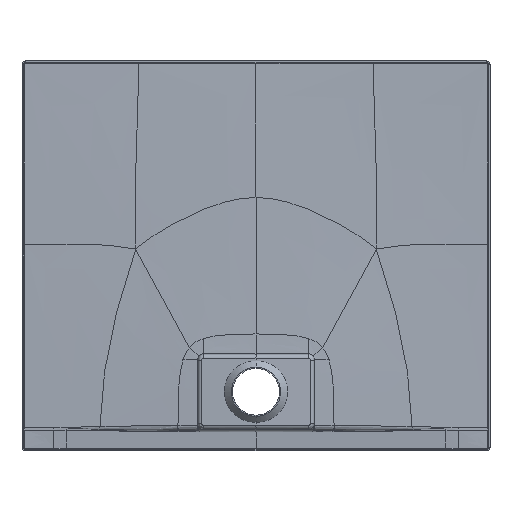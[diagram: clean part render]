
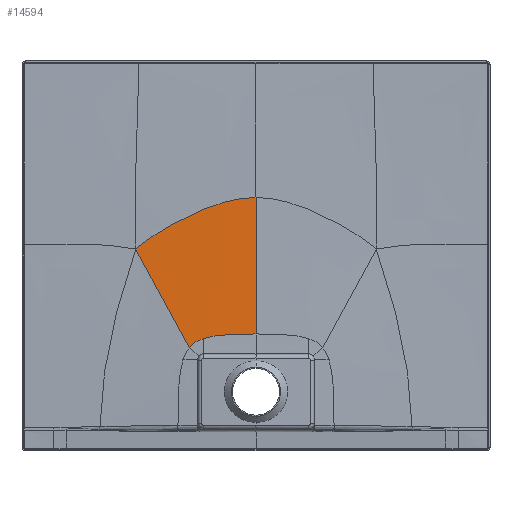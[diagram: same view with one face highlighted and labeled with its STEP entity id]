
A CAD part, front view. The second image highlights one B-rep face of the part: STEP entity #14594.
In plain terms, the highlighted free-form (B-spline) face has degree [3, 3] with [9, 8] control points.
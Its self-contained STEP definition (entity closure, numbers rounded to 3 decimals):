
#3740=DIRECTION('',(0.,0.023,1.));
#3741=VECTOR('',#3740,262.572);
#3742=CARTESIAN_POINT('',(0.,-15.299,225.07));
#3743=LINE('',#3742,#3741);
#3744=CARTESIAN_POINT('',(-101.03,-15.299,
216.298));
#3745=CARTESIAN_POINT('',(-95.735,-15.299,
218.104));
#3746=CARTESIAN_POINT('',(-80.508,-15.299,
221.854));
#3747=CARTESIAN_POINT('',(-49.086,-15.299,
224.723));
#3748=CARTESIAN_POINT('',(-17.759,-15.299,
225.07));
#3749=CARTESIAN_POINT('',(0.,-15.299,225.07));
#3751=CARTESIAN_POINT('',(-128.376,-15.297,
198.394));
#3752=CARTESIAN_POINT('',(-125.898,-15.297,
201.385));
#3753=CARTESIAN_POINT('',(-120.387,-15.298,
206.705));
#3754=CARTESIAN_POINT('',(-111.123,-15.298,
212.392));
#3755=CARTESIAN_POINT('',(-104.197,-15.298,
215.218));
#3756=CARTESIAN_POINT('',(-101.03,-15.299,
216.298));
#3758=CARTESIAN_POINT('',(0.,-9.149,
487.57));
#3759=CARTESIAN_POINT('',(-18.266,-9.149,
487.57));
#3760=CARTESIAN_POINT('',(-55.297,-9.061,
482.002));
#3761=CARTESIAN_POINT('',(-112.288,-8.774,
461.265));
#3762=CARTESIAN_POINT('',(-161.236,-8.492,
437.005));
#3763=CARTESIAN_POINT('',(-201.238,-8.206,
411.967));
#3764=CARTESIAN_POINT('',(-221.358,-8.023,
396.769));
#3765=CARTESIAN_POINT('',(-231.38,-7.919,
388.37));
#3948=CARTESIAN_POINT('',(-128.376,-15.297,
198.394));
#3949=CARTESIAN_POINT('',(-134.628,-14.785,
209.328));
#3950=CARTESIAN_POINT('',(-147.261,-13.739,
232.725));
#3951=CARTESIAN_POINT('',(-167.806,-12.01,
272.937));
#3952=CARTESIAN_POINT('',(-189.375,-10.351,
313.843));
#3953=CARTESIAN_POINT('',(-208.918,-9.124,
348.948));
#3954=CARTESIAN_POINT('',(-221.369,-8.429,
370.901));
#3955=CARTESIAN_POINT('',(-227.987,-8.087,
382.462));
#3956=CARTESIAN_POINT('',(-231.38,-7.919,
388.37));
#4528=VERTEX_POINT('',#3948);
#4529=VERTEX_POINT('',#3956);
#4542=VERTEX_POINT('',#3756);
#4674=CARTESIAN_POINT('',(0.,-15.299,225.07));
#4675=CARTESIAN_POINT('',(0.,-9.149,
487.57));
#4676=VERTEX_POINT('',#4674);
#4677=VERTEX_POINT('',#4675);
#14510=CARTESIAN_POINT('',(1.349,-15.362,
222.381));
#14511=CARTESIAN_POINT('',(-16.968,-15.362,
222.388));
#14512=CARTESIAN_POINT('',(-48.736,-15.362,
222.155));
#14513=CARTESIAN_POINT('',(-84.761,-15.361,
219.208));
#14514=CARTESIAN_POINT('',(-106.48,-15.359,
213.125));
#14515=CARTESIAN_POINT('',(-119.995,-15.359,205.019));
#14516=CARTESIAN_POINT('',(-125.537,-15.36,
199.635));
#14517=CARTESIAN_POINT('',(-128.079,-15.36,
196.477));
#14518=CARTESIAN_POINT('',(1.349,-14.829,
245.152));
#14519=CARTESIAN_POINT('',(-16.96,-14.829,
245.179));
#14520=CARTESIAN_POINT('',(-49.139,-14.831,
244.142));
#14521=CARTESIAN_POINT('',(-86.672,-14.839,
238.148));
#14522=CARTESIAN_POINT('',(-110.074,-14.844,
228.833));
#14523=CARTESIAN_POINT('',(-125.179,-14.839,
218.131));
#14524=CARTESIAN_POINT('',(-131.63,-14.832,
211.475));
#14525=CARTESIAN_POINT('',(-134.675,-14.827,
207.675));
#14526=CARTESIAN_POINT('',(1.345,-13.783,
289.797));
#14527=CARTESIAN_POINT('',(-16.902,-13.783,
289.865));
#14528=CARTESIAN_POINT('',(-49.844,-13.787,
287.25));
#14529=CARTESIAN_POINT('',(-90.392,-13.809,
275.451));
#14530=CARTESIAN_POINT('',(-117.167,-13.821,
260.259));
#14531=CARTESIAN_POINT('',(-135.432,-13.802,
245.027));
#14532=CARTESIAN_POINT('',(-143.685,-13.777,
236.185));
#14533=CARTESIAN_POINT('',(-147.728,-13.759,
231.276));
#14534=CARTESIAN_POINT('',(1.329,-12.224,
356.316));
#14535=CARTESIAN_POINT('',(-16.68,-12.224,
356.438));
#14536=CARTESIAN_POINT('',(-50.576,-12.221,
351.751));
#14537=CARTESIAN_POINT('',(-95.819,-12.216,
332.674));
#14538=CARTESIAN_POINT('',(-128.239,-12.192,
310.432));
#14539=CARTESIAN_POINT('',(-151.872,-12.114,
289.738));
#14540=CARTESIAN_POINT('',(-163.155,-12.046,
278.141));
#14541=CARTESIAN_POINT('',(-168.857,-12.002,
271.768));
#14542=CARTESIAN_POINT('',(1.322,-10.943,
411.002));
#14543=CARTESIAN_POINT('',(-16.58,-10.944,
411.151));
#14544=CARTESIAN_POINT('',(-51.368,-10.914,
405.449));
#14545=CARTESIAN_POINT('',(-100.937,-10.822,
383.089));
#14546=CARTESIAN_POINT('',(-139.149,-10.705,
357.604));
#14547=CARTESIAN_POINT('',(-168.644,-10.537,
333.686));
#14548=CARTESIAN_POINT('',(-183.259,-10.413,
320.04));
#14549=CARTESIAN_POINT('',(-190.756,-10.337,
312.452));
#14550=CARTESIAN_POINT('',(1.341,-10.046,
449.283));
#14551=CARTESIAN_POINT('',(-16.806,-10.047,
449.435));
#14552=CARTESIAN_POINT('',(-52.693,-9.99,
443.621));
#14553=CARTESIAN_POINT('',(-105.923,-9.804,
421.241));
#14554=CARTESIAN_POINT('',(-149.178,-9.603,
395.658));
#14555=CARTESIAN_POINT('',(-183.953,-9.365,
370.605));
#14556=CARTESIAN_POINT('',(-201.536,-9.203,
355.785));
#14557=CARTESIAN_POINT('',(-210.584,-9.106,
347.415));
#14558=CARTESIAN_POINT('',(1.362,-9.52,
471.738));
#14559=CARTESIAN_POINT('',(-17.067,-9.522,
471.887));
#14560=CARTESIAN_POINT('',(-53.81,-9.446,
466.184));
#14561=CARTESIAN_POINT('',(-109.437,-9.201,
444.459));
#14562=CARTESIAN_POINT('',(-155.942,-8.95,
419.459));
#14563=CARTESIAN_POINT('',(-194.1,-8.678,
394.078));
#14564=CARTESIAN_POINT('',(-213.542,-8.498,
378.663));
#14565=CARTESIAN_POINT('',(-223.54,-8.391,
369.874));
#14566=CARTESIAN_POINT('',(1.377,-9.25,
483.256));
#14567=CARTESIAN_POINT('',(-17.251,-9.252,
483.402));
#14568=CARTESIAN_POINT('',(-54.521,-9.167,
477.815));
#14569=CARTESIAN_POINT('',(-111.474,-8.89,
456.652));
#14570=CARTESIAN_POINT('',(-159.745,-8.617,
432.164));
#14571=CARTESIAN_POINT('',(-199.714,-8.33,
406.722));
#14572=CARTESIAN_POINT('',(-220.132,-8.142,
391.033));
#14573=CARTESIAN_POINT('',(-230.621,-8.031,
382.045));
#14574=CARTESIAN_POINT('',(1.386,-9.108,
489.304));
#14575=CARTESIAN_POINT('',(-17.363,-9.111,
489.449));
#14576=CARTESIAN_POINT('',(-54.935,-9.021,
483.937));
#14577=CARTESIAN_POINT('',(-112.614,-8.727,
463.125));
#14578=CARTESIAN_POINT('',(-161.835,-8.442,
438.955));
#14579=CARTESIAN_POINT('',(-202.767,-8.149,
413.504));
#14580=CARTESIAN_POINT('',(-223.696,-7.958,
397.679));
#14581=CARTESIAN_POINT('',(-234.44,-7.845,
388.591));
#14582=B_SPLINE_SURFACE_WITH_KNOTS('',3,3,((#14510,#14511,#14512,#14513,#14514,
#14515,#14516,#14517),(#14518,#14519,#14520,#14521,#14522,#14523,#14524,#14525),
(#14526,#14527,#14528,#14529,#14530,#14531,#14532,#14533),(#14534,#14535,#14536,
#14537,#14538,#14539,#14540,#14541),(#14542,#14543,#14544,#14545,#14546,#14547,
#14548,#14549),(#14550,#14551,#14552,#14553,#14554,#14555,#14556,#14557),
(#14558,#14559,#14560,#14561,#14562,#14563,#14564,#14565),(#14566,#14567,#14568,
#14569,#14570,#14571,#14572,#14573),(#14574,#14575,#14576,#14577,#14578,#14579,
#14580,#14581)),.UNSPECIFIED.,.F.,.F.,.F.,(4,1,1,1,1,1,4),(4,1,1,1,1,4),(
-0.005,0.125,0.25,0.375,0.438,0.469,0.503),
(-0.003,0.125,0.25,0.375,0.438,0.504),
.UNSPECIFIED.);
#14584=ORIENTED_EDGE('',*,*,#14583,.F.);
#14586=ORIENTED_EDGE('',*,*,#14585,.F.);
#14588=ORIENTED_EDGE('',*,*,#14587,.F.);
#14590=ORIENTED_EDGE('',*,*,#14589,.T.);
#14591=ORIENTED_EDGE('',*,*,#14501,.F.);
#14592=EDGE_LOOP('',(#14584,#14586,#14588,#14590,#14591));
#14593=FACE_OUTER_BOUND('',#14592,.F.);
#14594=ADVANCED_FACE('',(#14593),#14582,.T.);
#3750=B_SPLINE_CURVE_WITH_KNOTS('',3,(#3744,#3745,#3746,#3747,#3748,#3749),
.UNSPECIFIED.,.F.,.F.,(4,1,1,4),(0.,0.238,0.619,1.),
.UNSPECIFIED.);
#3757=B_SPLINE_CURVE_WITH_KNOTS('',3,(#3751,#3752,#3753,#3754,#3755,#3756),
.UNSPECIFIED.,.F.,.F.,(4,1,1,4),(0.,0.364,0.728,1.),
.UNSPECIFIED.);
#3766=B_SPLINE_CURVE_WITH_KNOTS('',3,(#3758,#3759,#3760,#3761,#3762,#3763,#3764,
#3765),.UNSPECIFIED.,.F.,.F.,(4,1,1,1,1,4),(0.,0.25,0.5,0.75,0.875,
1.),.UNSPECIFIED.);
#3957=B_SPLINE_CURVE_WITH_KNOTS('',3,(#3948,#3949,#3950,#3951,#3952,#3953,#3954,
#3955,#3956),.UNSPECIFIED.,.F.,.F.,(4,1,1,1,1,1,4),(0.,0.25,0.5,0.75,
0.875,0.938,1.),.UNSPECIFIED.);
#14501=EDGE_CURVE('',#4677,#4529,#3766,.T.);
#14583=EDGE_CURVE('',#4676,#4677,#3743,.T.);
#14585=EDGE_CURVE('',#4542,#4676,#3750,.T.);
#14587=EDGE_CURVE('',#4528,#4542,#3757,.T.);
#14589=EDGE_CURVE('',#4528,#4529,#3957,.T.);
